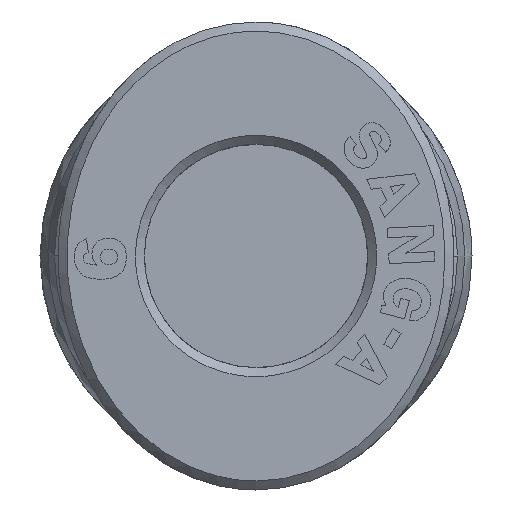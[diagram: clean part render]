
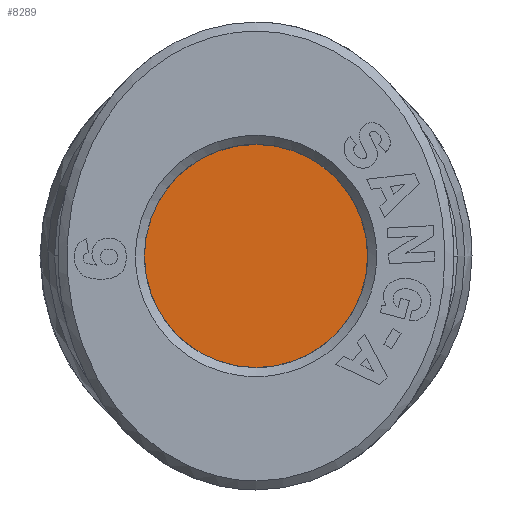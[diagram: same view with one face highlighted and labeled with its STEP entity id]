
A CAD part, left-side view. The second image highlights one B-rep face of the part: STEP entity #8289.
In plain terms, the highlighted planar face has unit normal (-1, 0, 0).
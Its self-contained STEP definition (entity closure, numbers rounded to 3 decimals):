
#390=CARTESIAN_POINT('',(-7.5,0.,3.1));
#391=VERTEX_POINT('',#390);
#400=CARTESIAN_POINT('',(-7.5,0.,-3.1));
#401=VERTEX_POINT('',#400);
#402=CARTESIAN_POINT('',(-7.5,0.,0.));
#403=DIRECTION('',(1.0,0.0,0.0));
#404=DIRECTION('',(0.0,0.0,1.0));
#405=AXIS2_PLACEMENT_3D('',#402,#403,#404);
#406=CIRCLE('',#405,3.1);
#407=EDGE_CURVE('',#391,#401,#406,.T.);
#8270=CARTESIAN_POINT('',(-7.5,0.,0.));
#8271=DIRECTION('',(1.0,0.0,0.0));
#8272=DIRECTION('',(0.0,0.0,1.0));
#8273=AXIS2_PLACEMENT_3D('',#8270,#8271,#8272);
#8274=CIRCLE('',#8273,3.1);
#8275=EDGE_CURVE('',#401,#391,#8274,.T.);
#8280=CARTESIAN_POINT('',(-7.5,0.,0.));
#8281=DIRECTION('',(1.0,0.0,0.0));
#8282=DIRECTION('',(0.0,0.0,1.0));
#8283=AXIS2_PLACEMENT_3D('',#8280,#8281,#8282);
#8284=PLANE('',#8283);
#8285=ORIENTED_EDGE('',*,*,#407,.F.);
#8286=ORIENTED_EDGE('',*,*,#8275,.F.);
#8287=EDGE_LOOP('',(#8285,#8286));
#8288=FACE_OUTER_BOUND('',#8287,.T.);
#8289=ADVANCED_FACE('',(#8288),#8284,.F.);
